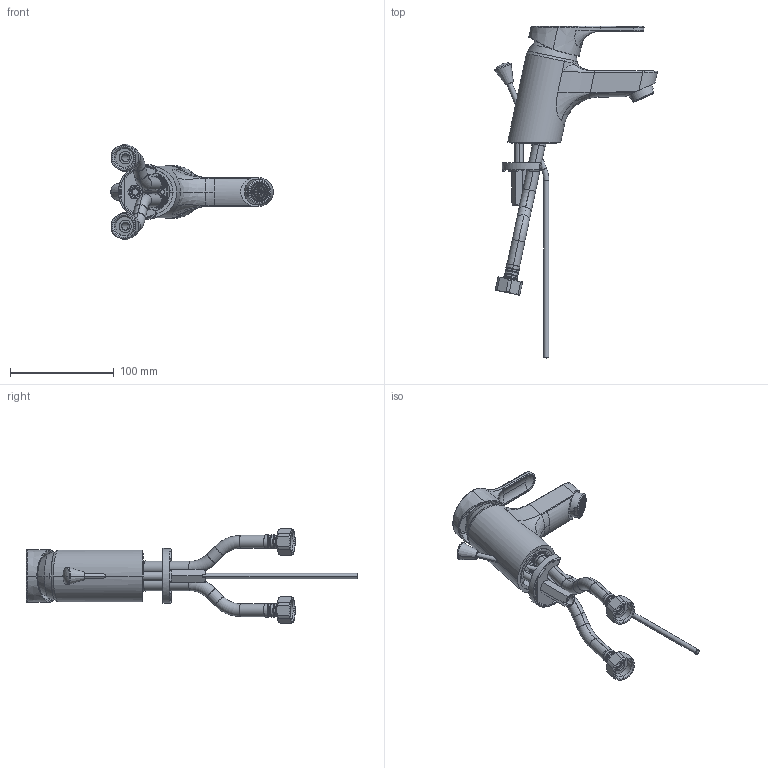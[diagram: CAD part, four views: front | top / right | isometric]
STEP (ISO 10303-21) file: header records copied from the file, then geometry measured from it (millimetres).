
FILE_DESCRIPTION((''),'2;1');
FILE_NAME('FFAS1401-101501BF0_ASM','2018-08-09T',('10114231'),(''),'CREO PARAMETRIC BY PTC INC, 2014440','CREO PARAMETRIC BY PTC INC, 2014440','');
FILE_SCHEMA(('CONFIG_CONTROL_DESIGN'));
Length unit declared in the file: millimetre
Products named in the file (33): 158B900704; 158B950189_BODY; 158B950189_PIVOT; 158B950189_WASHER; 158B950189_ASM; 158B907162; 603275; 158B916685; 158A917376; A907112; 1581020150; 1585000399; 1581171499; 1585001899_ASM; 1591724099; 158A911942; 158A923271; 1580660999; FIXED_ASM; 1581182599; TUBE_622001; OUT_TUB_622001; NIPPLE_618226; PLUG_621001; HOSE_FITTING_KF024-1; PACKING_611944; COUPLING_NUT_604141; O_RING_612333; 652099_ASM; 1580410450; 1580990750; 15809907X0_ASM; FFAS1401-101501BF0_ASM
Assembly tree (36 placements, depth 3):
  FFAS1401-101501BF0_ASM
    158B900704
    158B950189_ASM
      158B950189_BODY
      158B950189_PIVOT  x2
      158B950189_WASHER  x2
    158B907162
    603275
    158B916685
    158A917376
    A907112
    1585001899_ASM
      1581020150
      1585000399
      1581171499
    FIXED_ASM
      1591724099
      158A911942
      158A923271
      1580660999
    1581182599
    652099_ASM  x2
      TUBE_622001
      OUT_TUB_622001
      NIPPLE_618226
      PLUG_621001
      HOSE_FITTING_KF024-1
      PACKING_611944
      COUPLING_NUT_604141
      O_RING_612333
    15809907X0_ASM
      1580410450
      1580990750
Bounding box: 156.64 x 319.73 x 91.98 mm (x, y, z)
Volume: 207963.7 mm3; surface area: 171597.9 mm2
Topology: 42 solids, 43 shells, 1891 faces, 4504 edges, 2726 vertices
Faces by surface type: cylinder 625, plane 538, cone 271, bspline 243, torus 201, sphere 13
Entity records: 61226 total; most frequent: CARTESIAN_POINT 26561, ORIENTED_EDGE 7236, DIRECTION 7037, EDGE_CURVE 3618, AXIS2_PLACEMENT_3D 2767, VERTEX_POINT 2228, EDGE_LOOP 1618, VECTOR 1503
